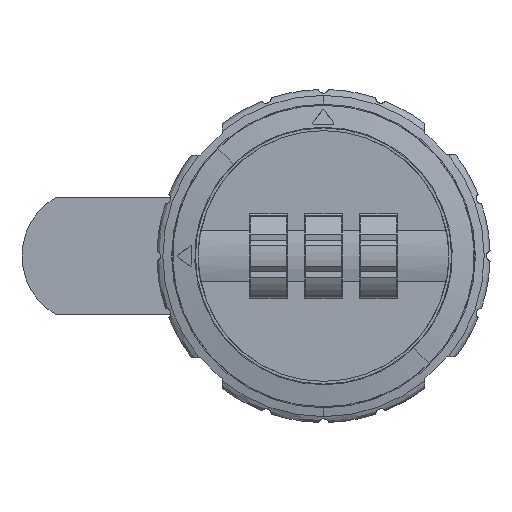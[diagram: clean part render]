
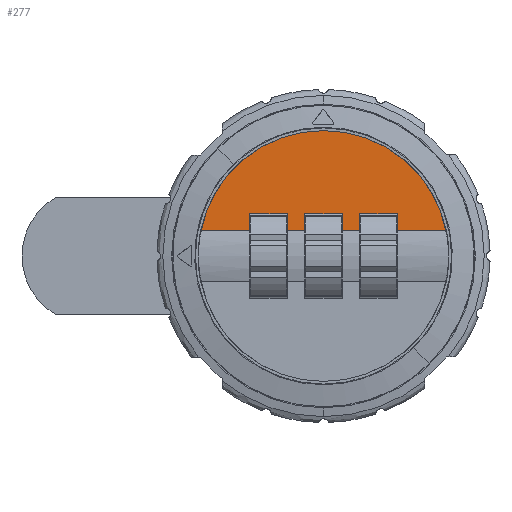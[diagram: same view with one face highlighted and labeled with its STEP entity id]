
A CAD part, left-side view. The second image highlights one B-rep face of the part: STEP entity #277.
In plain terms, the highlighted planar face has unit normal (-1, 0, 0).
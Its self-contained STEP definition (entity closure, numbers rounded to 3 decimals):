
#277=ADVANCED_FACE('',(#855),#854,.F.);
#854=PLANE('',#4071);
#855=FACE_OUTER_BOUND('',#4072,.T.);
#4068=CARTESIAN_POINT('',(-19.208,19.565,17.972));
#4069=DIRECTION('',(1.,0.,0.));
#4070=DIRECTION('',(0.,-1.,0.));
#4071=AXIS2_PLACEMENT_3D('',#4068,#4069,#4070);
#4072=EDGE_LOOP('',(#6060,#6061,#6062,#6063,#6064,#6065,#6066,#6067,#6068,#6069,#6070,#6071,#6072,#6073));
#6060=ORIENTED_EDGE('',*,*,#7812,.F.);
#6061=ORIENTED_EDGE('',*,*,#7813,.F.);
#6062=ORIENTED_EDGE('',*,*,#7814,.F.);
#6063=ORIENTED_EDGE('',*,*,#7787,.F.);
#6064=ORIENTED_EDGE('',*,*,#7762,.F.);
#6065=ORIENTED_EDGE('',*,*,#7815,.F.);
#6066=ORIENTED_EDGE('',*,*,#7816,.F.);
#6067=ORIENTED_EDGE('',*,*,#7784,.F.);
#6068=ORIENTED_EDGE('',*,*,#7767,.F.);
#6069=ORIENTED_EDGE('',*,*,#7817,.F.);
#6070=ORIENTED_EDGE('',*,*,#7818,.F.);
#6071=ORIENTED_EDGE('',*,*,#7774,.F.);
#6072=ORIENTED_EDGE('',*,*,#7819,.T.);
#6073=ORIENTED_EDGE('',*,*,#7781,.F.);
#7762=EDGE_CURVE('',#8898,#8905,#8906,.T.);
#7767=EDGE_CURVE('',#8932,#8939,#8940,.T.);
#7774=EDGE_CURVE('',#8985,#8986,#8987,.T.);
#7781=EDGE_CURVE('',#9028,#9035,#9036,.T.);
#7784=EDGE_CURVE('',#8939,#9055,#9056,.T.);
#7787=EDGE_CURVE('',#8905,#9075,#9076,.T.);
#7812=EDGE_CURVE('',#9239,#9028,#9240,.T.);
#7813=EDGE_CURVE('',#9246,#9239,#9247,.T.);
#7814=EDGE_CURVE('',#9075,#9246,#9253,.T.);
#7815=EDGE_CURVE('',#9259,#8898,#9260,.T.);
#7816=EDGE_CURVE('',#9055,#9259,#9266,.T.);
#7817=EDGE_CURVE('',#9272,#8932,#9273,.T.);
#7818=EDGE_CURVE('',#8986,#9272,#9279,.T.);
#7819=EDGE_CURVE('',#8985,#9035,#9285,.T.);
#8898=VERTEX_POINT('',#14885);
#8905=VERTEX_POINT('',#14889);
#8906=LINE('',#14890,#14891);
#8932=VERTEX_POINT('',#14905);
#8939=VERTEX_POINT('',#14909);
#8940=LINE('',#14910,#14911);
#8985=VERTEX_POINT('',#14935);
#8986=VERTEX_POINT('',#14936);
#8987=LINE('',#14937,#14938);
#9028=VERTEX_POINT('',#14967);
#9035=VERTEX_POINT('',#14972);
#9036=LINE('',#14973,#14974);
#9055=VERTEX_POINT('',#14989);
#9056=LINE('',#14990,#14991);
#9075=VERTEX_POINT('',#15001);
#9076=LINE('',#15002,#15003);
#9239=VERTEX_POINT('',#15161);
#9240=LINE('',#15162,#15163);
#9246=VERTEX_POINT('',#15165);
#9247=LINE('',#15166,#15167);
#9253=LINE('',#15169,#15170);
#9259=VERTEX_POINT('',#15172);
#9260=LINE('',#15173,#15174);
#9266=LINE('',#15176,#15177);
#9272=VERTEX_POINT('',#15179);
#9273=LINE('',#15180,#15181);
#9279=LINE('',#15183,#15184);
#9285=CIRCLE('',#15189,16.641);
#14885=CARTESIAN_POINT('',(-19.208,2.499,5.6));
#14889=CARTESIAN_POINT('',(-19.208,2.499,3.329));
#14890=CARTESIAN_POINT('',(-19.208,2.499,5.6));
#14891=VECTOR('',#14892,2.271);
#14892=DIRECTION('',(0.,0.,-1.));
#14905=CARTESIAN_POINT('',(-19.208,-4.801,5.6));
#14909=CARTESIAN_POINT('',(-19.208,-4.801,3.329));
#14910=CARTESIAN_POINT('',(-19.208,-4.801,5.6));
#14911=VECTOR('',#14912,2.271);
#14912=DIRECTION('',(0.,0.,-1.));
#14935=CARTESIAN_POINT('',(-19.208,-16.305,3.329));
#14936=CARTESIAN_POINT('',(-19.208,-9.799,3.329));
#14937=CARTESIAN_POINT('',(-19.208,-16.305,3.329));
#14938=VECTOR('',#14939,6.505);
#14939=DIRECTION('',(0.,1.,0.));
#14967=CARTESIAN_POINT('',(-19.208,9.799,3.329));
#14972=CARTESIAN_POINT('',(-19.208,16.305,3.329));
#14973=CARTESIAN_POINT('',(-19.208,9.799,3.329));
#14974=VECTOR('',#14975,6.505);
#14975=DIRECTION('',(0.,1.,0.));
#14989=CARTESIAN_POINT('',(-19.208,-2.499,3.329));
#14990=CARTESIAN_POINT('',(-19.208,-4.801,3.329));
#14991=VECTOR('',#14992,2.301);
#14992=DIRECTION('',(0.,1.,0.));
#15001=CARTESIAN_POINT('',(-19.208,4.801,3.329));
#15002=CARTESIAN_POINT('',(-19.208,2.499,3.329));
#15003=VECTOR('',#15004,2.301);
#15004=DIRECTION('',(0.,1.,0.));
#15161=CARTESIAN_POINT('',(-19.208,9.799,5.6));
#15162=CARTESIAN_POINT('',(-19.208,9.799,5.6));
#15163=VECTOR('',#15164,2.271);
#15164=DIRECTION('',(0.,0.,-1.));
#15165=CARTESIAN_POINT('',(-19.208,4.801,5.6));
#15166=CARTESIAN_POINT('',(-19.208,4.801,5.6));
#15167=VECTOR('',#15168,4.999);
#15168=DIRECTION('',(0.,1.,0.));
#15169=CARTESIAN_POINT('',(-19.208,4.801,3.329));
#15170=VECTOR('',#15171,2.271);
#15171=DIRECTION('',(0.,0.,1.));
#15172=CARTESIAN_POINT('',(-19.208,-2.499,5.6));
#15173=CARTESIAN_POINT('',(-19.208,-2.499,5.6));
#15174=VECTOR('',#15175,4.999);
#15175=DIRECTION('',(0.,1.,0.));
#15176=CARTESIAN_POINT('',(-19.208,-2.499,3.329));
#15177=VECTOR('',#15178,2.271);
#15178=DIRECTION('',(0.,0.,1.));
#15179=CARTESIAN_POINT('',(-19.208,-9.799,5.6));
#15180=CARTESIAN_POINT('',(-19.208,-9.799,5.6));
#15181=VECTOR('',#15182,4.999);
#15182=DIRECTION('',(0.,1.,0.));
#15183=CARTESIAN_POINT('',(-19.208,-9.799,3.329));
#15184=VECTOR('',#15185,2.271);
#15185=DIRECTION('',(0.,0.,1.));
#15186=CARTESIAN_POINT('',(-19.208,0.,0.));
#15187=DIRECTION('',(-1.,0.,0.));
#15188=DIRECTION('',(0.,0.98,0.2));
#15189=AXIS2_PLACEMENT_3D('',#15186,#15187,#15188);
